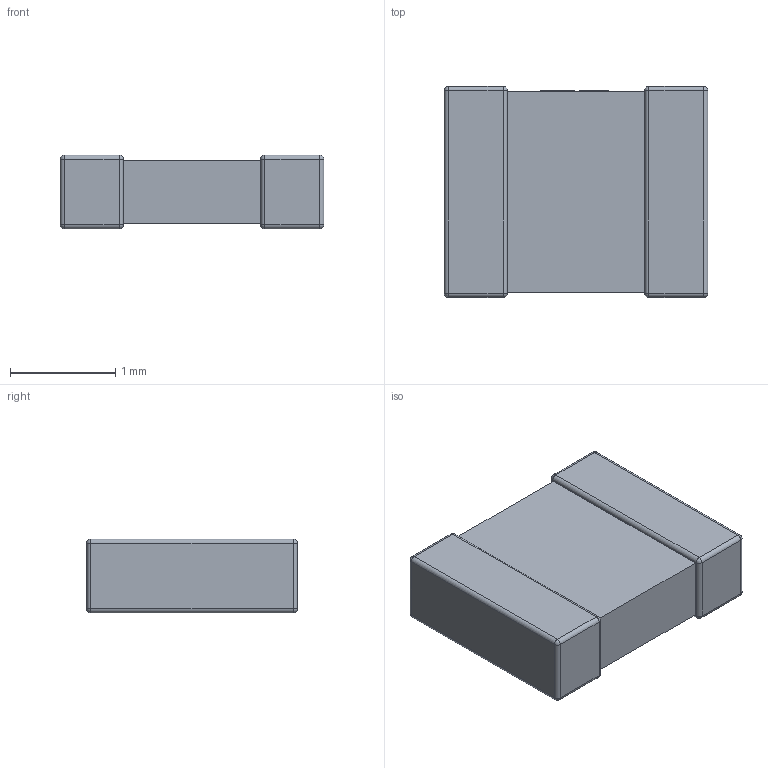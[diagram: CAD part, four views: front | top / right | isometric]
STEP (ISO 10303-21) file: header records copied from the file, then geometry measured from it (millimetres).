
FILE_DESCRIPTION (( 'STEP AP214' ), '1' );
FILE_NAME ('L2520.step', '2022-07-09T01:24:40', ( '' ), ( '' ), 'SwSTEP 2.0', 'SolidWorks 2020', '' );
FILE_SCHEMA (( 'AUTOMOTIVE_DESIGN' ));
Length unit declared in the file: millimetre
Products named in the file (1): L2520
Bounding box: 2.5 x 2 x 0.7 mm (x, y, z)
Volume: 3.2 mm3; surface area: 15.9 mm2
Topology: 1 solids, 1 shells, 340 faces, 898 edges, 572 vertices
Faces by surface type: plane 186, bspline 114, cylinder 24, sphere 16
Entity records: 14204 total; most frequent: CARTESIAN_POINT 4157, ORIENTED_EDGE 1764, DIRECTION 1152, EDGE_CURVE 882, VECTOR 602, LINE 602, VERTEX_POINT 572, EDGE_LOOP 368
